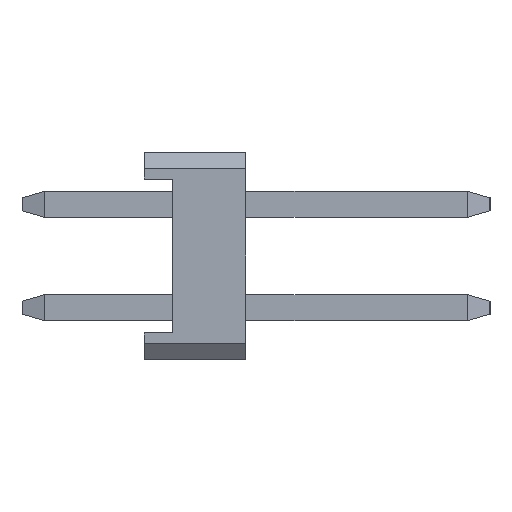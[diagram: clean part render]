
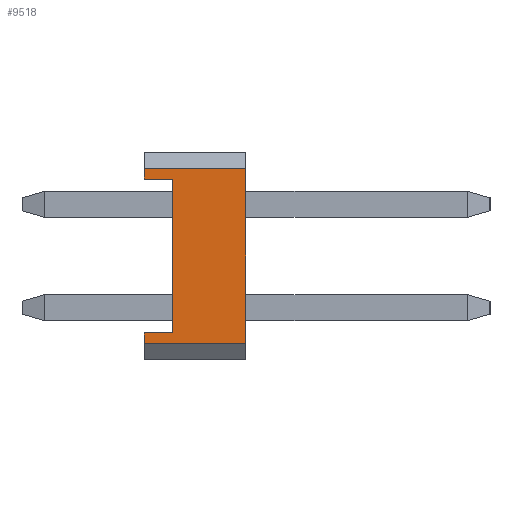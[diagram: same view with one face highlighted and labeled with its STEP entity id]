
A CAD part, left-side view. The second image highlights one B-rep face of the part: STEP entity #9518.
In plain terms, the highlighted planar face has unit normal (-1, 0, 0).
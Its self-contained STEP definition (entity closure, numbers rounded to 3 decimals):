
#5288=EDGE_CURVE('',#6152,#13208,#14409,.T.);
#5828=VERTEX_POINT('',#15008);
#6074=VERTEX_POINT('',#15280);
#6152=VERTEX_POINT('',#15371);
#8394=EDGE_CURVE('',#13112,#6074,#17924,.T.);
#9098=EDGE_CURVE('',#10252,#6152,#18697,.T.);
#9246=EDGE_CURVE('',#12994,#13112,#18857,.T.);
#9518=ADVANCED_FACE('',(#19163),#19164,.T.);
#9862=EDGE_CURVE('',#10640,#10252,#19552,.T.);
#10252=VERTEX_POINT('',#19990);
#10640=VERTEX_POINT('',#20414);
#11792=EDGE_CURVE('',#5828,#12994,#21682,.T.);
#12138=EDGE_CURVE('',#13208,#5828,#22059,.T.);
#12186=EDGE_CURVE('',#10640,#6074,#22112,.T.);
#12994=VERTEX_POINT('',#23000);
#13112=VERTEX_POINT('',#23131);
#13208=VERTEX_POINT('',#23235);
#14409=LINE('',#24853,#24854);
#15008=CARTESIAN_POINT('',(-25.4,0.,-1.89));
#15280=CARTESIAN_POINT('',(-25.4,-2.5,2.147));
#15371=CARTESIAN_POINT('',(-25.4,-0.7,1.89));
#17924=LINE('',#29854,#29855);
#18697=LINE('',#30987,#30988);
#18857=LINE('',#31219,#31220);
#19163=FACE_OUTER_BOUND('',#31638,.T.);
#19164=PLANE('',#31639);
#19552=LINE('',#32180,#32181);
#19990=CARTESIAN_POINT('',(-25.4,0.,1.89));
#20414=CARTESIAN_POINT('',(-25.4,0.,2.147));
#21682=LINE('',#35272,#35273);
#22059=LINE('',#35831,#35832);
#22112=LINE('',#35908,#35909);
#23000=CARTESIAN_POINT('',(-25.4,0.,-2.147));
#23131=CARTESIAN_POINT('',(-25.4,-2.5,-2.147));
#23235=CARTESIAN_POINT('',(-25.4,-0.7,-1.89));
#24853=CARTESIAN_POINT('',(-25.4,-0.7,-1.073));
#24854=VECTOR('',#38937,1.0);
#29854=CARTESIAN_POINT('',(-25.4,-2.5,2.147));
#29855=VECTOR('',#42865,1.0);
#30987=CARTESIAN_POINT('',(-25.4,0.075,1.89));
#30988=VECTOR('',#43611,1.0);
#31219=CARTESIAN_POINT('',(-25.4,0.,-2.147));
#31220=VECTOR('',#43748,1.0);
#31638=EDGE_LOOP('',(#44085,#44086,#44087,#44088,#44089,#44090,#44091,#44092));
#31639=AXIS2_PLACEMENT_3D('',#44093,#44094,#44095);
#32180=CARTESIAN_POINT('',(-25.4,0.,2.147));
#32181=VECTOR('',#44531,1.0);
#35272=CARTESIAN_POINT('',(-25.4,0.,2.147));
#35273=VECTOR('',#46647,1.0);
#35831=CARTESIAN_POINT('',(-25.4,0.075,-1.89));
#35832=VECTOR('',#46990,1.0);
#35908=CARTESIAN_POINT('',(-25.4,0.,2.147));
#35909=VECTOR('',#47043,1.0);
#38937=DIRECTION('',(0.0,0.,-1.0));
#42865=DIRECTION('',(0.0,0.,1.0));
#43611=DIRECTION('',(0.0,-1.0,0.));
#43748=DIRECTION('',(0.0,-1.0,0.));
#44085=ORIENTED_EDGE('',*,*,#12138,.T.);
#44086=ORIENTED_EDGE('',*,*,#11792,.T.);
#44087=ORIENTED_EDGE('',*,*,#9246,.T.);
#44088=ORIENTED_EDGE('',*,*,#8394,.T.);
#44089=ORIENTED_EDGE('',*,*,#12186,.F.);
#44090=ORIENTED_EDGE('',*,*,#9862,.T.);
#44091=ORIENTED_EDGE('',*,*,#9098,.T.);
#44092=ORIENTED_EDGE('',*,*,#5288,.T.);
#44093=CARTESIAN_POINT('',(-25.4,0.,-2.147));
#44094=DIRECTION('',(-1.0,0.0,0.0));
#44095=DIRECTION('',(0.0,0.,-1.0));
#44531=DIRECTION('',(0.0,0.,-1.0));
#46647=DIRECTION('',(0.0,0.,-1.0));
#46990=DIRECTION('',(0.0,1.0,0.));
#47043=DIRECTION('',(0.0,-1.0,0.));
